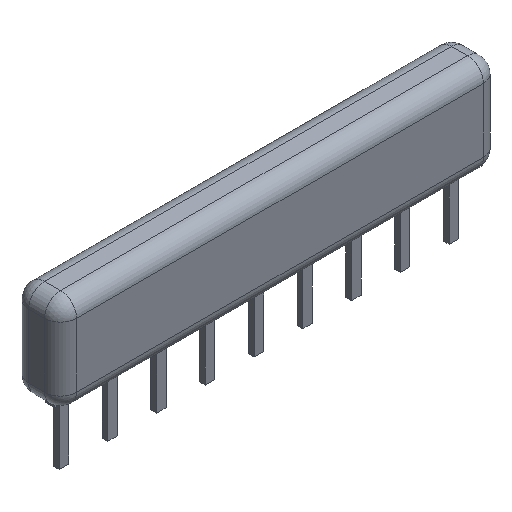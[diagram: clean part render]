
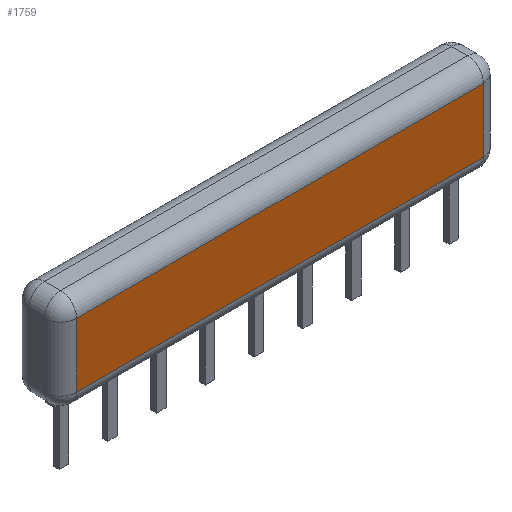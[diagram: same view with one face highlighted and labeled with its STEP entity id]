
A CAD part, isometric view. The second image highlights one B-rep face of the part: STEP entity #1759.
In plain terms, the highlighted planar face has unit normal (0, -1, 0).
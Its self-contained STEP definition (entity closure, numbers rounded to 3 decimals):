
#777 = VERTEX_POINT('',#778);
#778 = CARTESIAN_POINT('',(-0.437,-1.25,1.133));
#785 = EDGE_CURVE('',#777,#786,#788,.T.);
#786 = VERTEX_POINT('',#787);
#787 = CARTESIAN_POINT('',(20.757,-1.25,1.133));
#788 = LINE('',#789,#790);
#789 = CARTESIAN_POINT('',(-1.27,-1.25,1.133));
#790 = VECTOR('',#791,1.);
#791 = DIRECTION('',(1.,0.,0.));
#1759 = ADVANCED_FACE('',(#1760),#1785,.F.);
#1760 = FACE_BOUND('',#1761,.F.);
#1761 = EDGE_LOOP('',(#1762,#1770,#1771,#1779));
#1762 = ORIENTED_EDGE('',*,*,#1763,.T.);
#1763 = EDGE_CURVE('',#1764,#786,#1766,.T.);
#1764 = VERTEX_POINT('',#1765);
#1765 = CARTESIAN_POINT('',(20.757,-1.25,4.467));
#1766 = LINE('',#1767,#1768);
#1767 = CARTESIAN_POINT('',(20.757,-1.25,5.3));
#1768 = VECTOR('',#1769,1.);
#1769 = DIRECTION('',(0.,0.,-1.));
#1770 = ORIENTED_EDGE('',*,*,#785,.F.);
#1771 = ORIENTED_EDGE('',*,*,#1772,.F.);
#1772 = EDGE_CURVE('',#1773,#777,#1775,.T.);
#1773 = VERTEX_POINT('',#1774);
#1774 = CARTESIAN_POINT('',(-0.437,-1.25,4.467));
#1775 = LINE('',#1776,#1777);
#1776 = CARTESIAN_POINT('',(-0.437,-1.25,5.3));
#1777 = VECTOR('',#1778,1.);
#1778 = DIRECTION('',(0.,0.,-1.));
#1779 = ORIENTED_EDGE('',*,*,#1780,.T.);
#1780 = EDGE_CURVE('',#1773,#1764,#1781,.T.);
#1781 = LINE('',#1782,#1783);
#1782 = CARTESIAN_POINT('',(-1.27,-1.25,4.467));
#1783 = VECTOR('',#1784,1.);
#1784 = DIRECTION('',(1.,0.,0.));
#1785 = PLANE('',#1786);
#1786 = AXIS2_PLACEMENT_3D('',#1787,#1788,#1789);
#1787 = CARTESIAN_POINT('',(-1.27,-1.25,5.3));
#1788 = DIRECTION('',(0.,1.,0.));
#1789 = DIRECTION('',(0.,0.,-1.));
